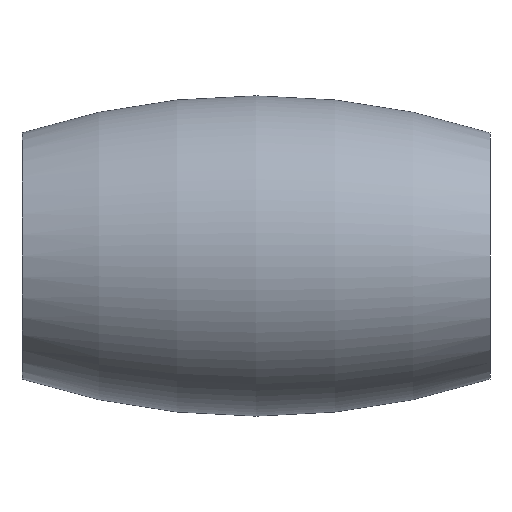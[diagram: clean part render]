
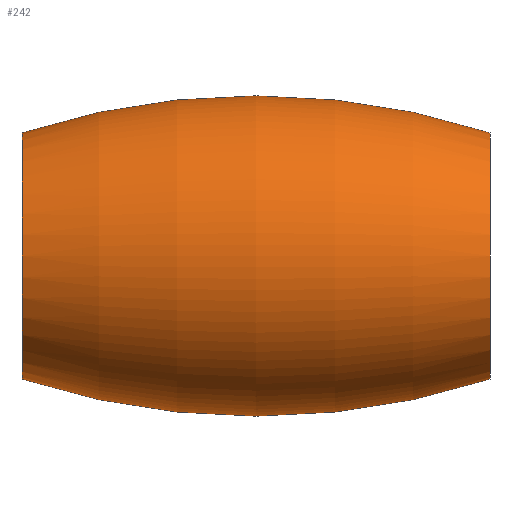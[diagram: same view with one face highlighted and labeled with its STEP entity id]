
A CAD part, front view. The second image highlights one B-rep face of the part: STEP entity #242.
In plain terms, the highlighted toroidal (fillet/blend) face has major radius 24.33 mm and minor radius 30.83 mm.
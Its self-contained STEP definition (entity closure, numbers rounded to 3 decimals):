
#15 = AXIS2_PLACEMENT_3D ( 'NONE', #294, #202, #180 ) ;
#17 = FACE_OUTER_BOUND ( 'NONE', #254, .T. ) ;
#20 = CARTESIAN_POINT ( 'NONE',  ( 0., 0., 0. ) ) ;
#24 = VERTEX_POINT ( 'NONE', #170 ) ;
#28 = CARTESIAN_POINT ( 'NONE',  ( 0., 0., 5. ) ) ;
#49 = EDGE_CURVE ( 'NONE', #24, #97, #159, .T. ) ;
#50 = ORIENTED_EDGE ( 'NONE', *, *, #304, .T. ) ;
#53 = AXIS2_PLACEMENT_3D ( 'NONE', #137, #93, #365 ) ;
#69 = DIRECTION ( 'NONE',  ( 0., 0., 1. ) ) ;
#89 = CARTESIAN_POINT ( 'NONE',  ( 19., 0., 5. ) ) ;
#93 = DIRECTION ( 'NONE',  ( 0., -1., 0. ) ) ;
#97 = VERTEX_POINT ( 'NONE', #28 ) ;
#100 = ORIENTED_EDGE ( 'NONE', *, *, #169, .F. ) ;
#104 = ORIENTED_EDGE ( 'NONE', *, *, #252, .T. ) ;
#106 = VERTEX_POINT ( 'NONE', #352 ) ;
#135 = DIRECTION ( 'NONE',  ( -1., 0., 0. ) ) ;
#137 = CARTESIAN_POINT ( 'NONE',  ( 9.5, 0., -24.33 ) ) ;
#159 = CIRCLE ( 'NONE', #262, 5. ) ;
#161 = VERTEX_POINT ( 'NONE', #89 ) ;
#162 = CARTESIAN_POINT ( 'NONE',  ( 9.5, 0., 0. ) ) ;
#165 = CIRCLE ( 'NONE', #53, 30.83 ) ;
#169 = EDGE_CURVE ( 'NONE', #106, #24, #295, .T. ) ;
#170 = CARTESIAN_POINT ( 'NONE',  ( 0., 0., -5. ) ) ;
#176 = TOROIDAL_SURFACE ( 'NONE', #325, -24.33, 30.83 ) ;
#180 = DIRECTION ( 'NONE',  ( 0., 0., 1. ) ) ;
#186 = ORIENTED_EDGE ( 'NONE', *, *, #49, .F. ) ;
#202 = DIRECTION ( 'NONE',  ( 0., 1., 0. ) ) ;
#225 = DIRECTION ( 'NONE',  ( -1., 0., 0. ) ) ;
#233 = AXIS2_PLACEMENT_3D ( 'NONE', #275, #309, #69 ) ;
#242 = ADVANCED_FACE ( 'NONE', ( #17 ), #176, .T. ) ;
#245 = CIRCLE ( 'NONE', #233, 5. ) ;
#252 = EDGE_CURVE ( 'NONE', #161, #97, #165, .T. ) ;
#254 = EDGE_LOOP ( 'NONE', ( #100, #50, #104, #186 ) ) ;
#262 = AXIS2_PLACEMENT_3D ( 'NONE', #20, #225, #282 ) ;
#273 = DIRECTION ( 'NONE',  ( 0., 0., 1. ) ) ;
#275 = CARTESIAN_POINT ( 'NONE',  ( 19., 0., 0. ) ) ;
#282 = DIRECTION ( 'NONE',  ( 0., 0., 1. ) ) ;
#294 = CARTESIAN_POINT ( 'NONE',  ( 9.5, 0., 24.33 ) ) ;
#295 = CIRCLE ( 'NONE', #15, 30.83 ) ;
#304 = EDGE_CURVE ( 'NONE', #106, #161, #245, .T. ) ;
#309 = DIRECTION ( 'NONE',  ( -1., 0., 0. ) ) ;
#325 = AXIS2_PLACEMENT_3D ( 'NONE', #162, #135, #273 ) ;
#352 = CARTESIAN_POINT ( 'NONE',  ( 19., 0., -5. ) ) ;
#365 = DIRECTION ( 'NONE',  ( 0., 0., -1. ) ) ;
